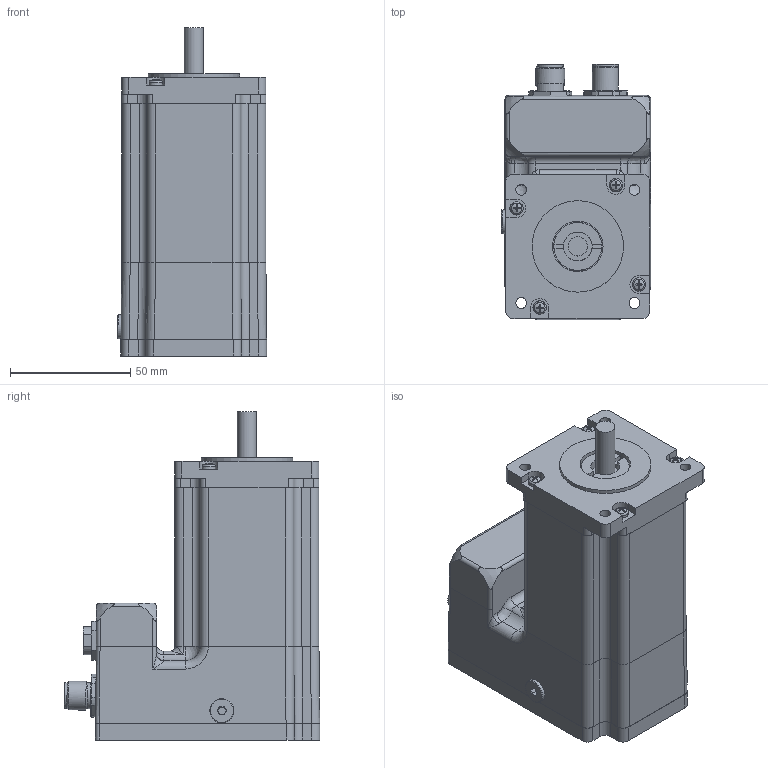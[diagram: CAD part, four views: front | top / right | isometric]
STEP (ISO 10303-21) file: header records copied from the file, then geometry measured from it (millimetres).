
FILE_DESCRIPTION(/* description */ (''),/* implementation_level */ '2;1');
FILE_NAME(/* name */ 'PD4-E601L42-E-65-7.stp',/* time_stamp */ '2017-07-04T11:20:47+02:00',/* author */ ('schneid_cad'),/* organization */ (''),/* preprocessor_version */ 'ST-DEVELOPER v16.5',/* originating_system */ 'Autodesk Inventor 2017',/* authorisation */ '');
FILE_SCHEMA (('AUTOMOTIVE_DESIGN { 1 0 10303 214 3 1 1 }'));
Length unit declared in the file: millimetre
Products named in the file (1): PD4-E601L42-E-65-7
Bounding box: 62.1 x 106.27 x 136.6 mm (x, y, z)
Volume: 343419.4 mm3; surface area: 92897.4 mm2
Topology: 21 solids, 21 shells, 1394 faces, 3620 edges, 2351 vertices
Faces by surface type: plane 652, cylinder 457, cone 143, torus 80, bspline 36, sphere 26
Full cylindrical faces by diameter (mm): 0.217 x2, 0.3 x1, 0.434 x1, 0.63 x12, 1 x5, 1.1 x12, 1.2 x12, 1.3 x5, 1.567 x2, 1.7 x4, 2.013 x2, 2.459 x8, 2.693 x4, 2.729 x4, 3 x8, 3.2 x4, 3.4 x4, 4.5 x4, 4.917 x2, 4.92 x1, 5 x2, 5.5 x4, 6 x1, 8 x2, 10 x1, 10.5 x2, 10.7 x2, 10.75 x1, 10.9 x1, 12 x3
Entity records: 43880 total; most frequent: CARTESIAN_POINT 9443, DIRECTION 7108, ORIENTED_EDGE 6562, EDGE_CURVE 3281, AXIS2_PLACEMENT_3D 2659, VERTEX_POINT 2263, EDGE_LOOP 1794, LINE 1790
